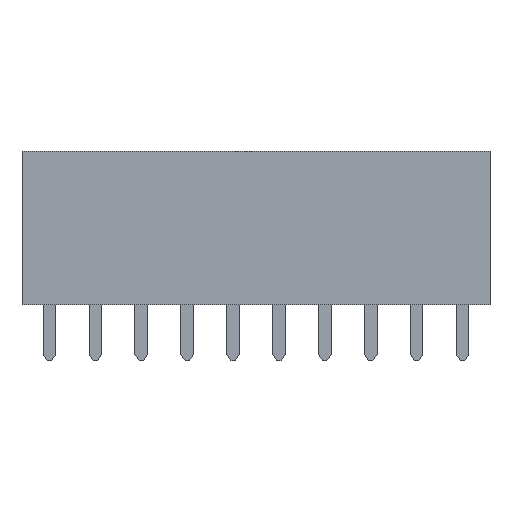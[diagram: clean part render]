
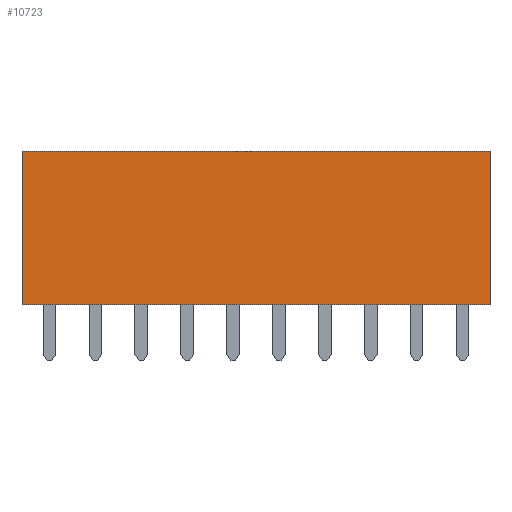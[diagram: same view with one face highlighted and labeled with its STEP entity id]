
A CAD part, front view. The second image highlights one B-rep face of the part: STEP entity #10723.
In plain terms, the highlighted planar face has unit normal (0, -1, 0).
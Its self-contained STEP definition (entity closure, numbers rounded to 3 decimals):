
#1572=ORIENTED_EDGE('',*,*,#3320,.T.);
#1573=ORIENTED_EDGE('',*,*,#3321,.T.);
#1574=ORIENTED_EDGE('',*,*,#3308,.T.);
#1575=ORIENTED_EDGE('',*,*,#3319,.T.);
#3308=EDGE_CURVE('',#4185,#4184,#5058,.T.);
#3319=EDGE_CURVE('',#4184,#4193,#5069,.T.);
#3320=EDGE_CURVE('',#4193,#4194,#5070,.T.);
#3321=EDGE_CURVE('',#4194,#4185,#5071,.T.);
#4184=VERTEX_POINT('',#15342);
#4185=VERTEX_POINT('',#15344);
#4193=VERTEX_POINT('',#15364);
#4194=VERTEX_POINT('',#15368);
#5058=LINE('',#15343,#6092);
#5069=LINE('',#15365,#6103);
#5070=LINE('',#15367,#6104);
#5071=LINE('',#15369,#6105);
#6092=VECTOR('',#12776,1000.);
#6103=VECTOR('',#12791,1000.);
#6104=VECTOR('',#12794,1000.);
#6105=VECTOR('',#12795,1000.);
#6521=EDGE_LOOP('',(#1572,#1573,#1574,#1575));
#6961=FACE_BOUND('',#6521,.T.);
#7401=PLANE('',#11190);
#10723=ADVANCED_FACE('',(#6961),#7401,.T.);
#11190=AXIS2_PLACEMENT_3D('',#15366,#12792,#12793);
#12776=DIRECTION('',(1.,0.,0.));
#12791=DIRECTION('',(0.,0.,1.));
#12792=DIRECTION('',(0.,-1.,0.));
#12793=DIRECTION('',(0.,0.,-1.));
#12794=DIRECTION('',(-1.,0.,0.));
#12795=DIRECTION('',(0.,0.,-1.));
#15342=CARTESIAN_POINT('',(12.95,-1.25,-4.25));
#15343=CARTESIAN_POINT('',(-12.95,-1.25,-4.25));
#15344=CARTESIAN_POINT('',(-12.95,-1.25,-4.25));
#15364=CARTESIAN_POINT('',(12.95,-1.25,4.25));
#15365=CARTESIAN_POINT('',(12.95,-1.25,-4.25));
#15366=CARTESIAN_POINT('',(0.,-1.25,0.));
#15367=CARTESIAN_POINT('',(12.95,-1.25,4.25));
#15368=CARTESIAN_POINT('',(-12.95,-1.25,4.25));
#15369=CARTESIAN_POINT('',(-12.95,-1.25,4.25));
